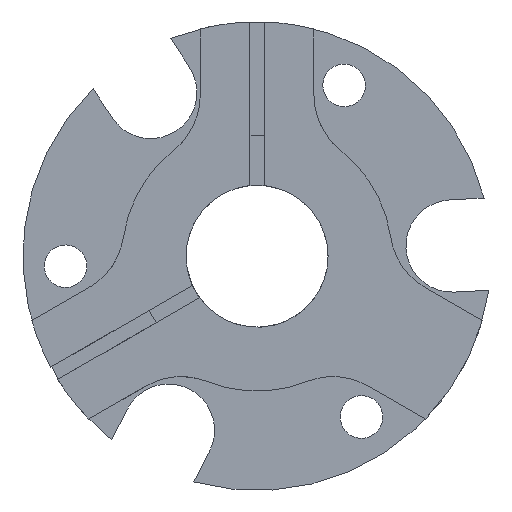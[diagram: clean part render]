
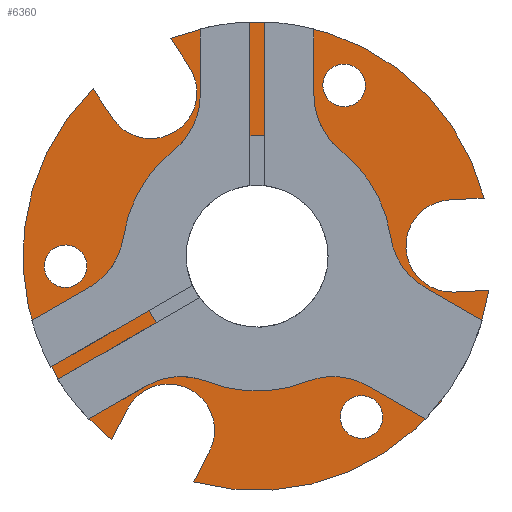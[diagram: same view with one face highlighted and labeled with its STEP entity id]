
A CAD part, front view. The second image highlights one B-rep face of the part: STEP entity #6360.
In plain terms, the highlighted planar face has unit normal (0, -1, 0).
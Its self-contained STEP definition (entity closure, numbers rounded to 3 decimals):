
#60=CARTESIAN_POINT('',(-6.693,147.,-27.454));
#70=DIRECTION('',(-0.454,0.,-0.891));
#80=VECTOR('',#70,1.);
#90=LINE('',#60,#80);
#100=CARTESIAN_POINT('',(-6.693,147.,-27.454));
#110=VERTEX_POINT('',#100);
#120=CARTESIAN_POINT('',(-8.897,147.,-31.778));
#130=VERTEX_POINT('',#120);
#140=EDGE_CURVE('',#110,#130,#90,.T.);
#500=CARTESIAN_POINT('',(-18.276,147.,-21.552));
#510=VERTEX_POINT('',#500);
#560=CARTESIAN_POINT('',(-12.485,147.,-24.503));
#570=DIRECTION('',(-0.,1.,0.));
#580=DIRECTION('',(0.454,0.,0.891));
#590=AXIS2_PLACEMENT_3D('',#560,#570,#580);
#600=CIRCLE('',#590,6.5);
#610=EDGE_CURVE('',#510,#110,#600,.T.);
#1210=CARTESIAN_POINT('',(-20.48,147.,-25.876));
#1220=DIRECTION('',(0.454,0.,0.891));
#1230=VECTOR('',#1220,1.);
#1240=LINE('',#1210,#1230);
#1250=CARTESIAN_POINT('',(-20.48,147.,-25.876));
#1260=VERTEX_POINT('',#1250);
#1270=EDGE_CURVE('',#1260,#510,#1240,.T.);
#1520=CARTESIAN_POINT('',(0.,147.,0.));
#1530=DIRECTION('',(0.,-1.,0.));
#1540=DIRECTION('',(-1.,0.,0.));
#1550=AXIS2_PLACEMENT_3D('',#1520,#1530,#1540);
#1560=CIRCLE('',#1550,33.);
#1570=CARTESIAN_POINT('',(-23.072,147.,23.594));
#1580=VERTEX_POINT('',#1570);
#1590=EDGE_CURVE('',#1580,#1260,#1560,.T.);
#1850=CARTESIAN_POINT('',(-20.429,147.,19.523));
#1860=DIRECTION('',(-0.545,0.,0.839));
#1870=VECTOR('',#1860,1.);
#1880=LINE('',#1850,#1870);
#1890=CARTESIAN_POINT('',(-20.429,147.,19.523));
#1900=VERTEX_POINT('',#1890);
#1910=EDGE_CURVE('',#1900,#1580,#1880,.T.);
#2200=CARTESIAN_POINT('',(-9.526,147.,26.604));
#2210=VERTEX_POINT('',#2200);
#2260=CARTESIAN_POINT('',(-14.978,147.,23.063));
#2270=DIRECTION('',(0.,1.,0.));
#2280=DIRECTION('',(0.545,0.,-0.839));
#2290=AXIS2_PLACEMENT_3D('',#2260,#2270,#2280);
#2300=CIRCLE('',#2290,6.5);
#2310=EDGE_CURVE('',#2210,#1900,#2300,.T.);
#3240=CARTESIAN_POINT('',(-12.17,147.,30.674));
#3250=DIRECTION('',(0.545,0.,-0.839));
#3260=VECTOR('',#3250,1.);
#3270=LINE('',#3240,#3260);
#3280=CARTESIAN_POINT('',(-12.17,147.,30.674));
#3290=VERTEX_POINT('',#3280);
#3300=EDGE_CURVE('',#3290,#2210,#3270,.T.);
#3550=CARTESIAN_POINT('',(0.,147.,0.));
#3560=DIRECTION('',(0.,-1.,0.));
#3570=DIRECTION('',(0.27,0.,0.963));
#3580=AXIS2_PLACEMENT_3D('',#3550,#3560,#3570);
#3590=CIRCLE('',#3580,33.);
#3600=CARTESIAN_POINT('',(31.969,147.,8.184));
#3610=VERTEX_POINT('',#3600);
#3620=EDGE_CURVE('',#3610,#3290,#3590,.T.);
#3880=CARTESIAN_POINT('',(27.122,147.,7.93));
#3890=DIRECTION('',(0.999,0.,0.052));
#3900=VECTOR('',#3890,1.);
#3910=LINE('',#3880,#3900);
#3920=CARTESIAN_POINT('',(27.122,147.,7.93));
#3930=VERTEX_POINT('',#3920);
#3940=EDGE_CURVE('',#3930,#3610,#3910,.T.);
#4230=CARTESIAN_POINT('',(27.802,147.,-5.052));
#4240=VERTEX_POINT('',#4230);
#4290=CARTESIAN_POINT('',(27.462,147.,1.439));
#4300=DIRECTION('',(0.,1.,0.));
#4310=DIRECTION('',(-1.,0.,0.));
#4320=AXIS2_PLACEMENT_3D('',#4290,#4300,#4310);
#4330=CIRCLE('',#4320,6.5);
#4340=EDGE_CURVE('',#4240,#3930,#4330,.T.);
#5030=CARTESIAN_POINT('',(32.649,147.,-4.798));
#5040=DIRECTION('',(-0.999,0.,-0.052));
#5050=VECTOR('',#5040,1.);
#5060=LINE('',#5030,#5050);
#5070=CARTESIAN_POINT('',(32.649,147.,-4.798));
#5080=VERTEX_POINT('',#5070);
#5090=EDGE_CURVE('',#5080,#4240,#5060,.T.);
#5340=CARTESIAN_POINT('',(0.,147.,0.));
#5350=DIRECTION('',(0.,-1.,-0.));
#5360=DIRECTION('',(-0.27,0.,-0.963));
#5370=AXIS2_PLACEMENT_3D('',#5340,#5350,#5360);
#5380=CIRCLE('',#5370,33.);
#5390=EDGE_CURVE('',#130,#5080,#5380,.T.);
#5530=CARTESIAN_POINT('',(0.,147.,0.));
#5540=DIRECTION('',(0.,-1.,0.));
#5550=DIRECTION('',(-1.,0.,0.));
#5560=AXIS2_PLACEMENT_3D('',#5530,#5540,#5550);
#5570=PLANE('',#5560);
#5580=ORIENTED_EDGE('',*,*,#610,.T.);
#5590=ORIENTED_EDGE('',*,*,#1270,.T.);
#5600=ORIENTED_EDGE('',*,*,#1590,.T.);
#5610=ORIENTED_EDGE('',*,*,#1910,.T.);
#5620=ORIENTED_EDGE('',*,*,#2310,.T.);
#5630=ORIENTED_EDGE('',*,*,#3300,.T.);
#5640=ORIENTED_EDGE('',*,*,#3620,.T.);
#5650=ORIENTED_EDGE('',*,*,#3940,.T.);
#5660=ORIENTED_EDGE('',*,*,#4340,.T.);
#5670=ORIENTED_EDGE('',*,*,#5090,.T.);
#5680=ORIENTED_EDGE('',*,*,#5390,.T.);
#5690=ORIENTED_EDGE('',*,*,#140,.T.);
#5700=EDGE_LOOP('',(#5690,#5680,#5670,#5660,#5650,#5640,#5630,#5620,
#5610,#5600,#5590,#5580));
#5710=FACE_OUTER_BOUND('',#5700,.T.);
#5720=CARTESIAN_POINT('',(0.,147.,0.));
#5730=DIRECTION('',(0.,1.,0.));
#5740=DIRECTION('',(-1.,0.,0.));
#5750=AXIS2_PLACEMENT_3D('',#5720,#5730,#5740);
#5760=CIRCLE('',#5750,17.);
#5770=CARTESIAN_POINT('',(17.,147.,0.));
#5780=VERTEX_POINT('',#5770);
#5790=CARTESIAN_POINT('',(-17.,147.,0.));
#5800=VERTEX_POINT('',#5790);
#5810=EDGE_CURVE('',#5780,#5800,#5760,.T.);
#5820=ORIENTED_EDGE('',*,*,#5810,.T.);
#5830=EDGE_CURVE('',#5800,#5780,#5760,.T.);
#5840=ORIENTED_EDGE('',*,*,#5830,.T.);
#5850=EDGE_LOOP('',(#5840,#5820));
#5860=FACE_BOUND('',#5850,.T.);
#5870=CARTESIAN_POINT('',(12.258,147.,24.057
));
#5880=DIRECTION('',(0.,1.,0.));
#5890=DIRECTION('',(-0.479,0.,
0.878));
#5900=AXIS2_PLACEMENT_3D('',#5870,#5880,#5890);
#5910=CIRCLE('',#5900,3.);
#5920=CARTESIAN_POINT('',(10.819,147.,
26.69));
#5930=VERTEX_POINT('',#5920);
#5940=CARTESIAN_POINT('',(13.696,147.,
21.424));
#5950=VERTEX_POINT('',#5940);
#5960=EDGE_CURVE('',#5930,#5950,#5910,.T.);
#5970=ORIENTED_EDGE('',*,*,#5960,.T.);
#5980=CARTESIAN_POINT('',(9.258,147.,24.057));
#5990=VERTEX_POINT('',#5980);
#6000=EDGE_CURVE('',#5990,#5930,#5910,.T.);
#6010=ORIENTED_EDGE('',*,*,#6000,.T.);
#6020=EDGE_CURVE('',#5950,#5990,#5910,.T.);
#6030=ORIENTED_EDGE('',*,*,#6020,.T.);
#6040=EDGE_LOOP('',(#6030,#6010,#5970));
#6050=FACE_BOUND('',#6040,.T.);
#6060=CARTESIAN_POINT('',(-26.963,147.,
-1.413));
#6070=DIRECTION('',(0.,1.,0.));
#6080=DIRECTION('',(-0.52,0.,
-0.854));
#6090=AXIS2_PLACEMENT_3D('',#6060,#6070,#6080);
#6100=CIRCLE('',#6090,3.);
#6110=CARTESIAN_POINT('',(-25.402,147.,1.149));
#6120=VERTEX_POINT('',#6110);
#6130=CARTESIAN_POINT('',(-28.524,147.,-3.975));
#6140=VERTEX_POINT('',#6130);
#6150=EDGE_CURVE('',#6120,#6140,#6100,.T.);
#6160=ORIENTED_EDGE('',*,*,#6150,.T.);
#6170=EDGE_CURVE('',#6140,#6120,#6100,.T.);
#6180=ORIENTED_EDGE('',*,*,#6170,.T.);
#6190=EDGE_LOOP('',(#6180,#6160));
#6200=FACE_BOUND('',#6190,.T.);
#6210=CARTESIAN_POINT('',(14.705,147.,
-22.644));
#6220=DIRECTION('',(0.,1.,0.));
#6230=DIRECTION('',(1.,0.,
-0.024));
#6240=AXIS2_PLACEMENT_3D('',#6210,#6220,#6230);
#6250=CIRCLE('',#6240,3.);
#6260=CARTESIAN_POINT('',(11.706,147.,-22.573));
#6270=VERTEX_POINT('',#6260);
#6280=CARTESIAN_POINT('',(17.704,147.,
-22.715));
#6290=VERTEX_POINT('',#6280);
#6300=EDGE_CURVE('',#6270,#6290,#6250,.T.);
#6310=ORIENTED_EDGE('',*,*,#6300,.T.);
#6320=EDGE_CURVE('',#6290,#6270,#6250,.T.);
#6330=ORIENTED_EDGE('',*,*,#6320,.T.);
#6340=EDGE_LOOP('',(#6330,#6310));
#6350=FACE_BOUND('',#6340,.T.);
#6360=ADVANCED_FACE('',(#5710,#5860,#6050,#6200,#6350),#5570,.T.);
